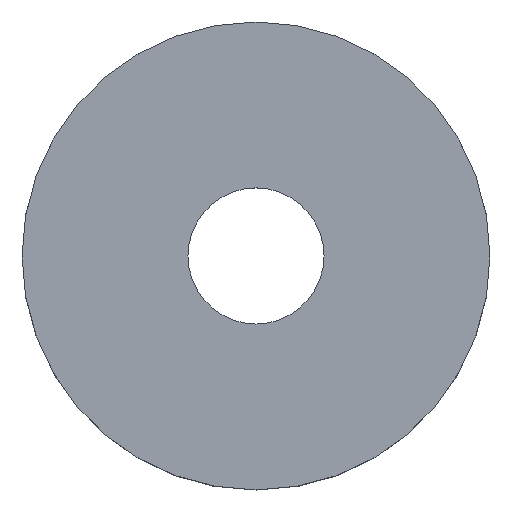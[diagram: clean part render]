
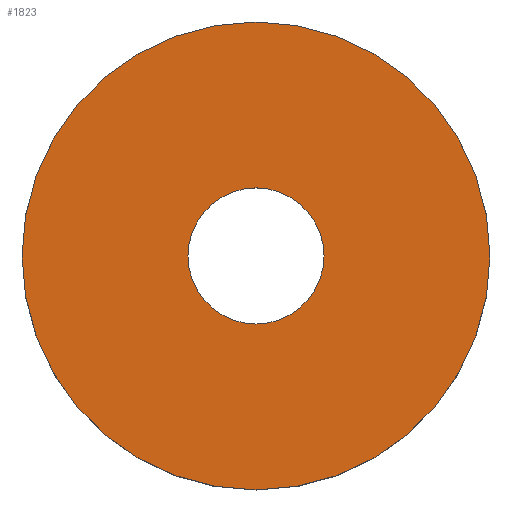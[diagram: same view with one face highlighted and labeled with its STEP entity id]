
A CAD part, top view. The second image highlights one B-rep face of the part: STEP entity #1823.
In plain terms, the highlighted planar face has unit normal (0, 0, 1).
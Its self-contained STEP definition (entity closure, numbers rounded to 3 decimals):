
#1424 = VERTEX_POINT('',#1425);
#1425 = CARTESIAN_POINT('',(1.6,0.,1.1));
#1431 = EDGE_CURVE('',#1424,#1424,#1432,.T.);
#1432 = CIRCLE('',#1433,1.6);
#1433 = AXIS2_PLACEMENT_3D('',#1434,#1435,#1436);
#1434 = CARTESIAN_POINT('',(0.,0.,1.1)
  );
#1435 = DIRECTION('',(0.,0.,1.));
#1436 = DIRECTION('',(1.,0.,0.));
#1823 = ADVANCED_FACE('',(#1824,#1835),#1838,.T.);
#1824 = FACE_BOUND('',#1825,.F.);
#1825 = EDGE_LOOP('',(#1826));
#1826 = ORIENTED_EDGE('',*,*,#1827,.T.);
#1827 = EDGE_CURVE('',#1828,#1828,#1830,.T.);
#1828 = VERTEX_POINT('',#1829);
#1829 = CARTESIAN_POINT('',(0.,5.5,1.1));
#1830 = CIRCLE('',#1831,5.5);
#1831 = AXIS2_PLACEMENT_3D('',#1832,#1833,#1834);
#1832 = CARTESIAN_POINT('',(0.,0.,1.1)
  );
#1833 = DIRECTION('',(0.,0.,-1.));
#1834 = DIRECTION('',(0.,1.,0.));
#1835 = FACE_BOUND('',#1836,.F.);
#1836 = EDGE_LOOP('',(#1837));
#1837 = ORIENTED_EDGE('',*,*,#1431,.T.);
#1838 = PLANE('',#1839);
#1839 = AXIS2_PLACEMENT_3D('',#1840,#1841,#1842);
#1840 = CARTESIAN_POINT('',(0.,0.,1.1)
  );
#1841 = DIRECTION('',(0.,0.,1.));
#1842 = DIRECTION('',(0.,-1.,0.));
